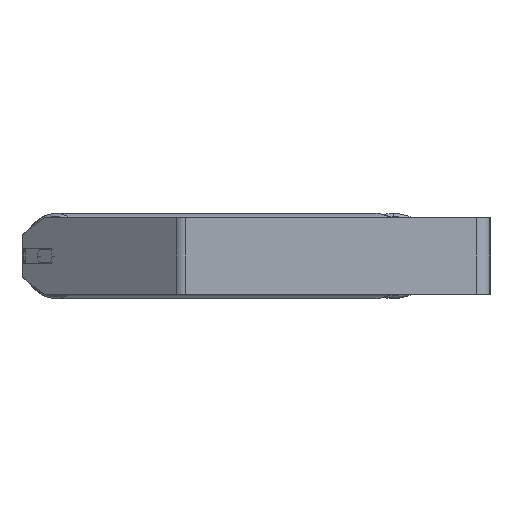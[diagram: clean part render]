
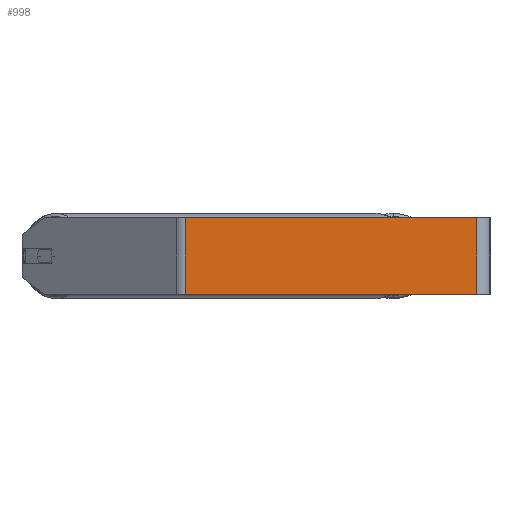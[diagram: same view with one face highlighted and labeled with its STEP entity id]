
A CAD part, left-side view. The second image highlights one B-rep face of the part: STEP entity #998.
In plain terms, the highlighted planar face has unit normal (-1, 0, 0).
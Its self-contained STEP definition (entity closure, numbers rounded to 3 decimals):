
#118 = VECTOR ( 'NONE', #7167, 1000. ) ;
#184 = CARTESIAN_POINT ( 'NONE',  ( -840., 14., 40. ) ) ;
#998 = ADVANCED_FACE ( 'NONE', ( #3365 ), #6554, .F. ) ;
#1361 = VECTOR ( 'NONE', #5467, 1000. ) ;
#1381 = LINE ( 'NONE', #2689, #1361 ) ;
#1474 = CARTESIAN_POINT ( 'NONE',  ( -840., 14., 40. ) ) ;
#1496 = CARTESIAN_POINT ( 'NONE',  ( -840., 14., -40. ) ) ;
#2183 = AXIS2_PLACEMENT_3D ( 'NONE', #6599, #3228, #2567 ) ;
#2433 = CARTESIAN_POINT ( 'NONE',  ( -840., 318.111, 40. ) ) ;
#2567 = DIRECTION ( 'NONE',  ( 0., 0., -1. ) ) ;
#2689 = CARTESIAN_POINT ( 'NONE',  ( -840., 323.207, 40. ) ) ;
#3047 = ORIENTED_EDGE ( 'NONE', *, *, #8076, .F. ) ;
#3141 = CARTESIAN_POINT ( 'NONE',  ( -840., 318.111, -40. ) ) ;
#3228 = DIRECTION ( 'NONE',  ( 1., 0., 0. ) ) ;
#3365 = FACE_OUTER_BOUND ( 'NONE', #5543, .T. ) ;
#4126 = ORIENTED_EDGE ( 'NONE', *, *, #4963, .F. ) ;
#4460 = CARTESIAN_POINT ( 'NONE',  ( -840., 323.207, -40. ) ) ;
#4477 = VERTEX_POINT ( 'NONE', #1496 ) ;
#4564 = LINE ( 'NONE', #5067, #7077 ) ;
#4858 = LINE ( 'NONE', #1474, #5087 ) ;
#4963 = EDGE_CURVE ( 'NONE', #6544, #6079, #1381, .T. ) ;
#5067 = CARTESIAN_POINT ( 'NONE',  ( -840., 318.111, 40. ) ) ;
#5087 = VECTOR ( 'NONE', #6943, 1000. ) ;
#5258 = LINE ( 'NONE', #4460, #118 ) ;
#5467 = DIRECTION ( 'NONE',  ( 0., -1., 0. ) ) ;
#5543 = EDGE_LOOP ( 'NONE', ( #7644, #3047, #4126, #6955 ) ) ;
#6079 = VERTEX_POINT ( 'NONE', #184 ) ;
#6544 = VERTEX_POINT ( 'NONE', #2433 ) ;
#6554 = PLANE ( 'NONE',  #2183 ) ;
#6599 = CARTESIAN_POINT ( 'NONE',  ( -840., 323.207, 40. ) ) ;
#6604 = EDGE_CURVE ( 'NONE', #7843, #4477, #5258, .T. ) ;
#6655 = DIRECTION ( 'NONE',  ( 0., 0., -1. ) ) ;
#6943 = DIRECTION ( 'NONE',  ( 0., 0., -1. ) ) ;
#6955 = ORIENTED_EDGE ( 'NONE', *, *, #8596, .T. ) ;
#7077 = VECTOR ( 'NONE', #6655, 1000. ) ;
#7167 = DIRECTION ( 'NONE',  ( 0., -1., 0. ) ) ;
#7644 = ORIENTED_EDGE ( 'NONE', *, *, #6604, .T. ) ;
#7843 = VERTEX_POINT ( 'NONE', #3141 ) ;
#8076 = EDGE_CURVE ( 'NONE', #6079, #4477, #4858, .T. ) ;
#8596 = EDGE_CURVE ( 'NONE', #6544, #7843, #4564, .T. ) ;
